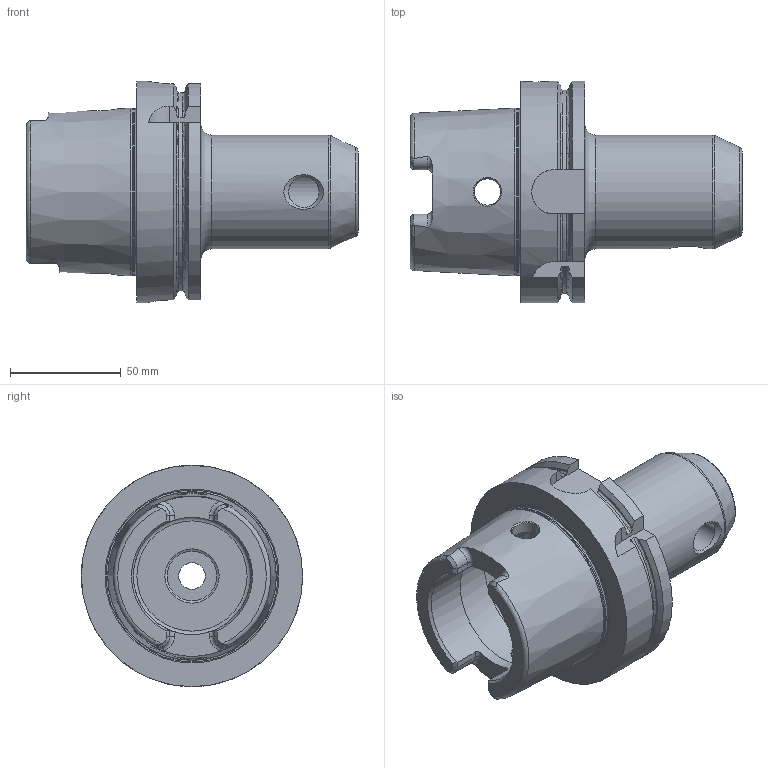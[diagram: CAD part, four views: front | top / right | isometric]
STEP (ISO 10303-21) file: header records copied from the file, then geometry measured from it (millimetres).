
FILE_DESCRIPTION((''),'2;1');
FILE_NAME('6100041-08.stp','2014-03-24T11:59:19',('SCHUESSLER'),(''),'Autodesk Inventor 2012','Autodesk Inventor 2012','');
FILE_SCHEMA(('AUTOMOTIVE_DESIGN { 1 0 10303 214 1 1 1 1 }'));
Length unit declared in the file: millimetre
Products named in the file (1): 6100041-08
Bounding box: 150 x 100 x 100 mm (x, y, z)
Volume: 375658 mm3; surface area: 64915.8 mm2
Topology: 1 solids, 1 shells, 130 faces, 331 edges, 208 vertices
Faces by surface type: plane 39, cylinder 37, cone 24, torus 24, bspline 6
Full cylindrical faces by diameter (mm): 2.5 x2, 10 x1, 12 x3, 13.835 x1, 20 x1, 21 x1, 22.5 x1, 24.5 x1, 51.5 x1, 53 x2, 63 x1, 75.254 x1, 100 x1
Entity records: 4645 total; most frequent: CARTESIAN_POINT 1811, DIRECTION 569, ORIENTED_EDGE 552, EDGE_CURVE 276, AXIS2_PLACEMENT_3D 243, VERTEX_POINT 193, EDGE_LOOP 183, FACE_OUTER_BOUND 130
